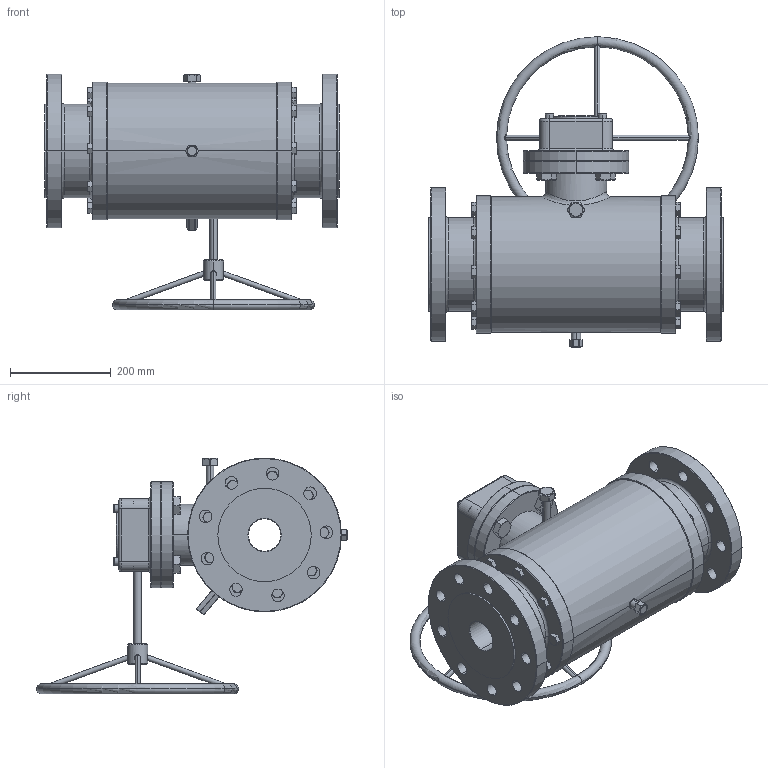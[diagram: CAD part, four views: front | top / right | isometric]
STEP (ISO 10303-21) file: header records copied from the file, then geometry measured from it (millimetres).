
FILE_DESCRIPTION (( 'STEP AP203' ), '1' );
FILE_NAME ('GB2_ANSI_2500_3IN_HD.STEP', '2025-09-20T15:46:14', ( '' ), ( '' ), 'SwSTEP 2.0', 'SolidWorks 2023', '' );
FILE_SCHEMA (( 'CONFIG_CONTROL_DESIGN' ));
Length unit declared in the file: millimetre
Products named in the file (5): hex bolt_am._blackSLDPRT_B18.2.3.5M - Hex bolt M14 x 2.0 x 60 --34N; GB2_ANSI_2500_3IN_HD; heavy hex bolt_am_B18.2.3.6M - Heavy hex bolt M20 x 2.5 x 80 --46N; GB2_ANSI_2500; socket head cap screw_am_B18.3.1M - 10 x 1.5 x 16 Hex SHCS -- 16NHX
Assembly tree (27 placements, depth 2):
  GB2_ANSI_2500_3IN_HD
    GB2_ANSI_2500
    hex bolt_am._blackSLDPRT_B18.2.3.5M - Hex bolt M14 x 2.0 x 60 --34N  x18
    heavy hex bolt_am_B18.2.3.6M - Heavy hex bolt M20 x 2.5 x 80 --46N  x4
    socket head cap screw_am_B18.3.1M - 10 x 1.5 x 16 Hex SHCS -- 16NHX  x4
Bounding box: 584 x 615.5 x 467.5 mm (x, y, z)
Volume: 32530155.2 mm3; surface area: 1364989.2 mm2
Topology: 28 solids, 28 shells, 1060 faces, 2392 edges, 1465 vertices
Faces by surface type: plane 416, cylinder 258, cone 240, bspline 84, torus 38, sphere 24
Entity records: 26633 total; most frequent: CARTESIAN_POINT 11802, DIRECTION 2841, ORIENTED_EDGE 2824, EDGE_CURVE 1412, AXIS2_PLACEMENT_3D 1120, VERTEX_POINT 884, EDGE_LOOP 714, VECTOR 601
